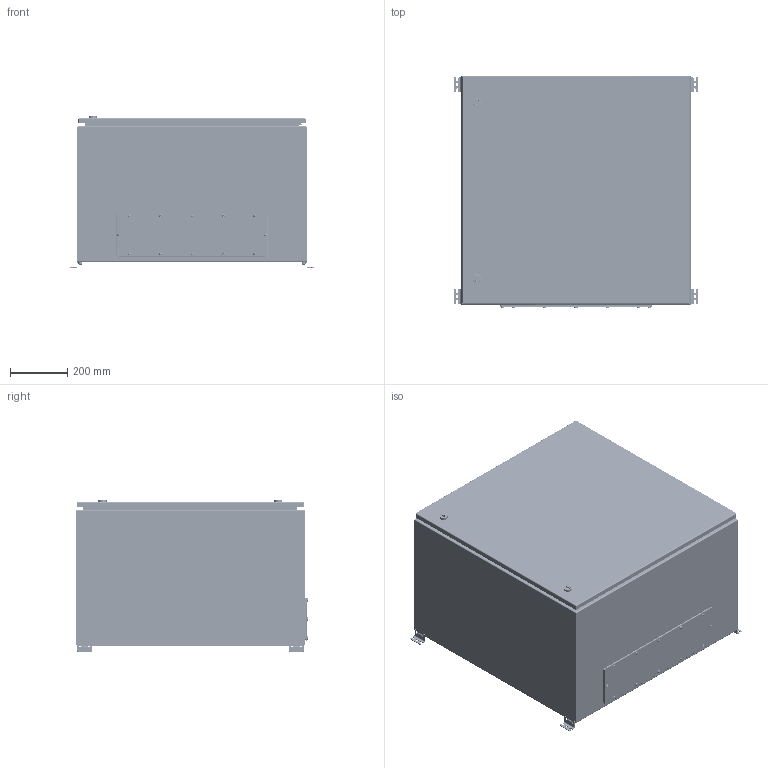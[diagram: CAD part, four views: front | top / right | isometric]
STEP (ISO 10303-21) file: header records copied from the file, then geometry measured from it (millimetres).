
FILE_DESCRIPTION (( 'STEP AP214' ), '1' );
FILE_NAME ('21.080.080.50.STEP', '2025-02-06T06:29:25', ( '' ), ( '' ), 'SwSTEP 2.0', 'SolidWorks 2021', '' );
FILE_SCHEMA (( 'AUTOMOTIVE_DESIGN' ));
Length unit declared in the file: millimetre
Products named in the file (37): Ãàéêà Ì6 äëÿ øïèëüêè; ﾇ瑟鶴 MS-705-3D; 主體_1; Ëåâàÿ ñòåíêà H800D500; Ïðîôèëü äâåðíîé H800; 嵑謺麃 瀁蠉澼鍣 094; 墊片_1; Âòóëêà øàðíèðà; Äâåðíîå ïîëîòíî W800H800; Áîëò Ì6õ10 ñ øåñòèãðàííîé ãîëîâêîé ñ ïðåññøàéáîé; Ïðàâàÿ ñòåíêà H800D500; Ðåçèíêà øàðíèðà; Çàêëåïêà ðåçüáîâàÿ Ì5 øåñòèãðàííàÿ ñ óìåíüøåííûì áîðòîì; Ïåðô. ïðîôèëü äëÿ äíà è ñòåíêè D500; 471.100 Íàñòåííîå êðåïëåíèå; 螺母_1; Øïèëüêà ïðèâàðíàÿ Ì6õ16; Çàêëåïêà ðåçüáîâàÿ Ì8 øåñòèãðàííàÿ ñ óìåíüøåííûì áîðòîì; Äâåðü W800H800; Ïåòëÿ ùèòîâàÿ ïðèâàðíàÿ; Ãàéêà M6 DIN6923.step; 妈眚 DIN 912-󋔊0-Zn; 昢膼碴鍣 膰豵鵨 W800H800D500; 昑 W800H800; 扻豵鵨 W800H800D500; 21.080.080.50; 鐵墊圈_1; 小頭螺絲_1; Øïèëüêà ïðèâàðíàÿ Ì6õ25; Äâåðíîé ïðîôèëü ÌÊ 20 Í800; 署赅 W530D150; Ãàñêåòèíã äâåðè W800H800; Âèíò DIN 967 Ì5õ16 ñ ïîëóêðóãëîé ãîëîâêîé ñ êðåñòîîáðàçíûì øëèöåì; Ïðîêëàäêà êðûøêè ÄÌ W530D150; 剒蜲錪_30403583_MESAN; 鎖芯_1; 嵑謺麃
Assembly tree (103 placements, depth 4):
  21.080.080.50
    昢膼碴鍣 膰豵鵨 W800H800D500
      扻豵鵨 W800H800D500
      Ïðàâàÿ ñòåíêà H800D500
      Ëåâàÿ ñòåíêà H800D500
      Øïèëüêà ïðèâàðíàÿ Ì6õ16  x8
      Øïèëüêà ïðèâàðíàÿ Ì6õ25  x4
      Çàêëåïêà ðåçüáîâàÿ Ì8 øåñòèãðàííàÿ ñ óìåíüøåííûì áîðòîì  x4
      Çàêëåïêà ðåçüáîâàÿ Ì5 øåñòèãðàííàÿ ñ óìåíüøåííûì áîðòîì  x12
    Äâåðü W800H800
      Äâåðíîå ïîëîòíî W800H800
      Ãàñêåòèíã äâåðè W800H800
      Ïðîôèëü äâåðíîé H800  x2
      Øïèëüêà ïðèâàðíàÿ Ì6õ16  x2
      Ïåòëÿ ùèòîâàÿ ïðèâàðíàÿ  x2
      ﾇ瑟鶴 MS-705-3D  x2
        主體_1
        鎖芯_1
        墊片_1
        螺母_1
        鐵墊圈_1
        小頭螺絲_1
        剒蜲錪_30403583_MESAN
    昑 W800H800
    署赅 W530D150
    Âèíò DIN 967 Ì5õ16 ñ ïîëóêðóãëîé ãîëîâêîé ñ êðåñòîîáðàçíûì øëèöåì  x12
    Ïðîêëàäêà êðûøêè ÄÌ W530D150
    嵑謺麃 瀁蠉澼鍣 094  x2
      嵑謺麃
      Âòóëêà øàðíèðà
      Ðåçèíêà øàðíèðà
    Áîëò Ì6õ10 ñ øåñòèãðàííîé ãîëîâêîé ñ ïðåññøàéáîé  x4
    471.100 Íàñòåííîå êðåïëåíèå  x4
    妈眚 DIN 912-󋔊0-Zn  x4
    Ãàéêà M6 DIN6923.step  x4
    Ïåðô. ïðîôèëü äëÿ äíà è ñòåíêè D500  x4
    Äâåðíîé ïðîôèëü ÌÊ 20 Í800  x4
    Ãàéêà Ì6 äëÿ øïèëüêè  x8
Bounding box: 852 x 811.05 x 531.4 mm (x, y, z)
Volume: 6203728.4 mm3; surface area: 8094403.3 mm2
Topology: 108 solids, 108 shells, 5453 faces, 13994 edges, 8823 vertices
Faces by surface type: cylinder 2324, plane 2099, bspline 500, cone 326, torus 160, sphere 44
Entity records: 81710 total; most frequent: CARTESIAN_POINT 29723, ORIENTED_EDGE 9910, DIRECTION 8679, EDGE_CURVE 4955, VERTEX_POINT 3140, AXIS2_PLACEMENT_3D 3080, LINE 2519, VECTOR 2519
